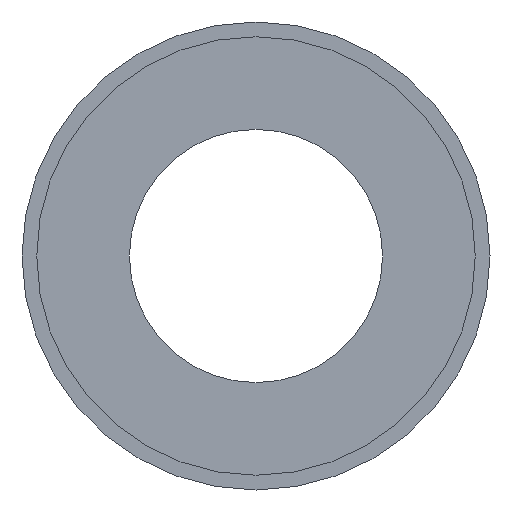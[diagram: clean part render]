
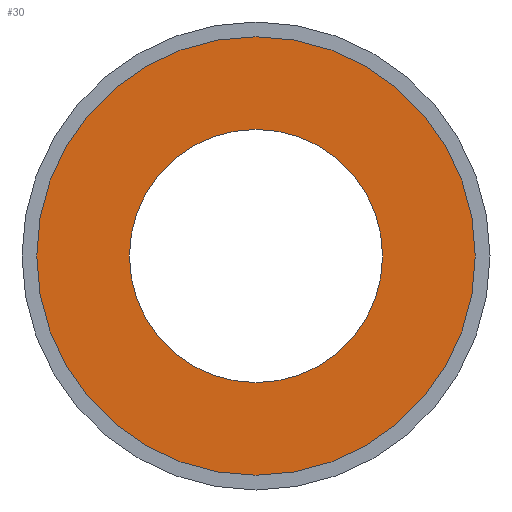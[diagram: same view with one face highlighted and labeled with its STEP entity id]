
A CAD part, front view. The second image highlights one B-rep face of the part: STEP entity #30.
In plain terms, the highlighted planar face has unit normal (0, -1, 0).
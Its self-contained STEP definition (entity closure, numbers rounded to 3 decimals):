
#25 = CARTESIAN_POINT ( 'NONE',  ( 0., 5.5, 0. ) ) ;
#30 = ADVANCED_FACE ( 'NONE', ( #447, #537 ), #622, .F. ) ;
#38 = CARTESIAN_POINT ( 'NONE',  ( 0., 5.5, 0. ) ) ;
#54 = EDGE_LOOP ( 'NONE', ( #249, #270 ) ) ;
#59 = CIRCLE ( 'NONE', #216, 13.74 ) ;
#62 = VERTEX_POINT ( 'NONE', #272 ) ;
#66 = ORIENTED_EDGE ( 'NONE', *, *, #306, .T. ) ;
#100 = CIRCLE ( 'NONE', #132, 13.74 ) ;
#101 = CARTESIAN_POINT ( 'NONE',  ( 13.74, 5.5, 0. ) ) ;
#105 = EDGE_LOOP ( 'NONE', ( #66, #344 ) ) ;
#117 = DIRECTION ( 'NONE',  ( 0., 1., 0. ) ) ;
#130 = CARTESIAN_POINT ( 'NONE',  ( 24.1, 5.5, 0. ) ) ;
#132 = AXIS2_PLACEMENT_3D ( 'NONE', #25, #495, #269 ) ;
#140 = VERTEX_POINT ( 'NONE', #130 ) ;
#167 = EDGE_CURVE ( 'NONE', #140, #62, #332, .T. ) ;
#172 = DIRECTION ( 'NONE',  ( -1., 0., 0. ) ) ;
#174 = CARTESIAN_POINT ( 'NONE',  ( 0., 5.5, 0. ) ) ;
#181 = CIRCLE ( 'NONE', #476, 24.1 ) ;
#216 = AXIS2_PLACEMENT_3D ( 'NONE', #174, #117, #172 ) ;
#249 = ORIENTED_EDGE ( 'NONE', *, *, #530, .F. ) ;
#269 = DIRECTION ( 'NONE',  ( -1., 0., 0. ) ) ;
#270 = ORIENTED_EDGE ( 'NONE', *, *, #167, .F. ) ;
#272 = CARTESIAN_POINT ( 'NONE',  ( -24.1, 5.5, 0. ) ) ;
#285 = AXIS2_PLACEMENT_3D ( 'NONE', #38, #430, #603 ) ;
#300 = DIRECTION ( 'NONE',  ( 0., 1., 0. ) ) ;
#304 = DIRECTION ( 'NONE',  ( -1., 0., 0. ) ) ;
#306 = EDGE_CURVE ( 'NONE', #358, #557, #59, .T. ) ;
#332 = CIRCLE ( 'NONE', #285, 24.1 ) ;
#344 = ORIENTED_EDGE ( 'NONE', *, *, #369, .T. ) ;
#348 = DIRECTION ( 'NONE',  ( 0., 1., 0. ) ) ;
#358 = VERTEX_POINT ( 'NONE', #500 ) ;
#369 = EDGE_CURVE ( 'NONE', #557, #358, #100, .T. ) ;
#430 = DIRECTION ( 'NONE',  ( 0., 1., 0. ) ) ;
#447 = FACE_OUTER_BOUND ( 'NONE', #54, .T. ) ;
#454 = CARTESIAN_POINT ( 'NONE',  ( 13.74, 5.5, 0. ) ) ;
#476 = AXIS2_PLACEMENT_3D ( 'NONE', #538, #300, #304 ) ;
#495 = DIRECTION ( 'NONE',  ( 0., 1., 0. ) ) ;
#500 = CARTESIAN_POINT ( 'NONE',  ( -13.74, 5.5, 0. ) ) ;
#527 = DIRECTION ( 'NONE',  ( -1., 0., 0. ) ) ;
#530 = EDGE_CURVE ( 'NONE', #62, #140, #181, .T. ) ;
#537 = FACE_BOUND ( 'NONE', #105, .T. ) ;
#538 = CARTESIAN_POINT ( 'NONE',  ( 0., 5.5, 0. ) ) ;
#557 = VERTEX_POINT ( 'NONE', #454 ) ;
#564 = AXIS2_PLACEMENT_3D ( 'NONE', #101, #348, #527 ) ;
#603 = DIRECTION ( 'NONE',  ( -1., 0., 0. ) ) ;
#622 = PLANE ( 'NONE',  #564 ) ;
